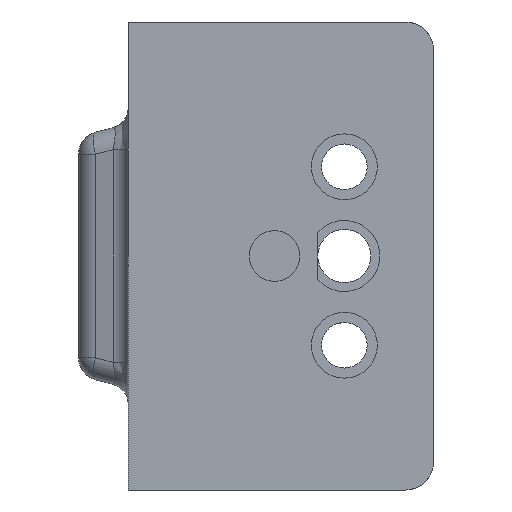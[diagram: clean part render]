
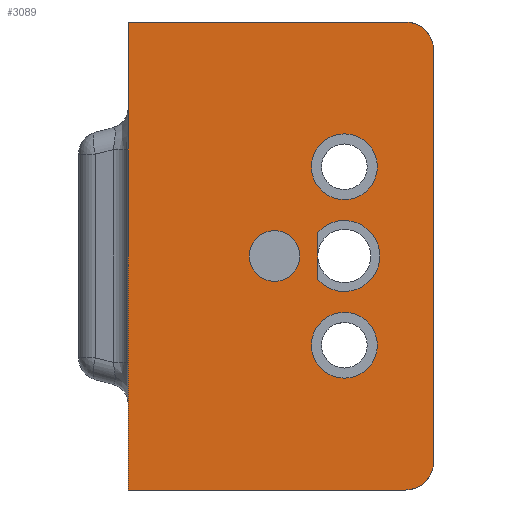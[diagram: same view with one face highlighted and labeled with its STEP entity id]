
A CAD part, left-side view. The second image highlights one B-rep face of the part: STEP entity #3089.
In plain terms, the highlighted planar face has unit normal (-1, 0, 0).
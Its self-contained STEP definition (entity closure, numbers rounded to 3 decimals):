
#1=DIRECTION('',(0.,0.,1.));
#2=VECTOR('',#1,81.32);
#3=CARTESIAN_POINT('',(-315.,-57.57,-47.66));
#4=LINE('',#3,#2);
#5=CARTESIAN_POINT('',(-315.,-52.07,-47.66));
#6=DIRECTION('',(-1.,0.,0.));
#7=DIRECTION('',(0.,0.,-1.));
#8=AXIS2_PLACEMENT_3D('',#5,#6,#7);
#10=DIRECTION('',(0.,-1.,0.));
#11=VECTOR('',#10,54.7);
#12=CARTESIAN_POINT('',(-315.,2.63,-53.16));
#13=LINE('',#12,#11);
#14=DIRECTION('',(0.,0.,-1.));
#15=VECTOR('',#14,92.32);
#16=CARTESIAN_POINT('',(-315.,2.63,39.16));
#17=LINE('',#16,#15);
#18=DIRECTION('',(0.,1.,0.));
#19=VECTOR('',#18,54.7);
#20=CARTESIAN_POINT('',(-315.,-52.07,39.16));
#21=LINE('',#20,#19);
#22=CARTESIAN_POINT('',(-315.,-52.07,33.66));
#23=DIRECTION('',(-1.,0.,0.));
#24=DIRECTION('',(0.,-1.,0.));
#25=AXIS2_PLACEMENT_3D('',#22,#23,#24);
#27=DIRECTION('',(0.,0.,-1.));
#28=VECTOR('',#27,9.26);
#29=CARTESIAN_POINT('',(-315.,-34.749,-2.37));
#30=LINE('',#29,#28);
#31=CARTESIAN_POINT('',(-315.,-39.999,-7.));
#32=DIRECTION('',(-1.,0.,0.));
#33=DIRECTION('',(0.,0.75,-0.661));
#34=AXIS2_PLACEMENT_3D('',#31,#32,#33);
#36=CARTESIAN_POINT('',(-315.,-39.999,10.596));
#37=DIRECTION('',(-1.,0.,0.));
#38=DIRECTION('',(0.,-1.,0.));
#39=AXIS2_PLACEMENT_3D('',#36,#37,#38);
#41=CARTESIAN_POINT('',(-315.,-39.999,10.596));
#42=DIRECTION('',(-1.,0.,0.));
#43=DIRECTION('',(0.,1.,0.));
#44=AXIS2_PLACEMENT_3D('',#41,#42,#43);
#46=CARTESIAN_POINT('',(-315.,-39.999,-24.596));
#47=DIRECTION('',(-1.,0.,0.));
#48=DIRECTION('',(0.,-1.,0.));
#49=AXIS2_PLACEMENT_3D('',#46,#47,#48);
#51=CARTESIAN_POINT('',(-315.,-39.999,-24.596));
#52=DIRECTION('',(-1.,0.,0.));
#53=DIRECTION('',(0.,1.,0.));
#54=AXIS2_PLACEMENT_3D('',#51,#52,#53);
#56=CARTESIAN_POINT('',(-315.,-26.234,-7.));
#57=DIRECTION('',(1.,0.,0.));
#58=DIRECTION('',(0.,1.,0.));
#59=AXIS2_PLACEMENT_3D('',#56,#57,#58);
#61=CARTESIAN_POINT('',(-315.,-26.234,-7.));
#62=DIRECTION('',(1.,0.,0.));
#63=DIRECTION('',(0.,-1.,0.));
#64=AXIS2_PLACEMENT_3D('',#61,#62,#63);
#2640=CARTESIAN_POINT('',(-315.,2.63,39.16));
#2641=CARTESIAN_POINT('',(-315.,2.63,-53.16));
#2642=VERTEX_POINT('',#2640);
#2643=VERTEX_POINT('',#2641);
#2781=CARTESIAN_POINT('',(-315.,-57.57,-47.66));
#2782=CARTESIAN_POINT('',(-315.,-57.57,33.66));
#2783=VERTEX_POINT('',#2781);
#2784=VERTEX_POINT('',#2782);
#2785=CARTESIAN_POINT('',(-315.,-52.07,39.16));
#2786=VERTEX_POINT('',#2785);
#2787=CARTESIAN_POINT('',(-315.,-52.07,-53.16));
#2788=VERTEX_POINT('',#2787);
#2837=CARTESIAN_POINT('',(-315.,-46.499,10.596));
#2838=CARTESIAN_POINT('',(-315.,-33.499,10.596));
#2839=VERTEX_POINT('',#2837);
#2840=VERTEX_POINT('',#2838);
#2841=CARTESIAN_POINT('',(-315.,-46.499,-24.596));
#2842=CARTESIAN_POINT('',(-315.,-33.499,-24.596));
#2843=VERTEX_POINT('',#2841);
#2844=VERTEX_POINT('',#2842);
#2857=CARTESIAN_POINT('',(-315.,-34.749,-2.37));
#2858=CARTESIAN_POINT('',(-315.,-34.749,-11.63));
#2859=VERTEX_POINT('',#2857);
#2860=VERTEX_POINT('',#2858);
#3038=CARTESIAN_POINT('',(-315.,-21.234,-7.));
#3039=CARTESIAN_POINT('',(-315.,-31.234,-7.));
#3040=VERTEX_POINT('',#3038);
#3041=VERTEX_POINT('',#3039);
#3046=CARTESIAN_POINT('',(-315.,0.,0.));
#3047=DIRECTION('',(-1.,0.,0.));
#3048=DIRECTION('',(0.,-1.,0.));
#3049=AXIS2_PLACEMENT_3D('',#3046,#3047,#3048);
#3050=PLANE('',#3049);
#3052=ORIENTED_EDGE('',*,*,#3051,.F.);
#3054=ORIENTED_EDGE('',*,*,#3053,.F.);
#3056=ORIENTED_EDGE('',*,*,#3055,.F.);
#3058=ORIENTED_EDGE('',*,*,#3057,.F.);
#3060=ORIENTED_EDGE('',*,*,#3059,.F.);
#3062=ORIENTED_EDGE('',*,*,#3061,.F.);
#3063=EDGE_LOOP('',(#3052,#3054,#3056,#3058,#3060,#3062));
#3064=FACE_OUTER_BOUND('',#3063,.F.);
#3066=ORIENTED_EDGE('',*,*,#3065,.T.);
#3068=ORIENTED_EDGE('',*,*,#3067,.T.);
#3069=EDGE_LOOP('',(#3066,#3068));
#3070=FACE_BOUND('',#3069,.F.);
#3072=ORIENTED_EDGE('',*,*,#3071,.T.);
#3074=ORIENTED_EDGE('',*,*,#3073,.T.);
#3075=EDGE_LOOP('',(#3072,#3074));
#3076=FACE_BOUND('',#3075,.F.);
#3078=ORIENTED_EDGE('',*,*,#3077,.T.);
#3080=ORIENTED_EDGE('',*,*,#3079,.T.);
#3081=EDGE_LOOP('',(#3078,#3080));
#3082=FACE_BOUND('',#3081,.F.);
#3084=ORIENTED_EDGE('',*,*,#3083,.F.);
#3086=ORIENTED_EDGE('',*,*,#3085,.F.);
#3087=EDGE_LOOP('',(#3084,#3086));
#3088=FACE_BOUND('',#3087,.F.);
#3089=ADVANCED_FACE('',(#3064,#3070,#3076,#3082,#3088),#3050,.T.);
#9=CIRCLE('',#8,5.5);
#26=CIRCLE('',#25,5.5);
#35=CIRCLE('',#34,7.);
#40=CIRCLE('',#39,6.5);
#45=CIRCLE('',#44,6.5);
#50=CIRCLE('',#49,6.5);
#55=CIRCLE('',#54,6.5);
#60=CIRCLE('',#59,5.);
#65=CIRCLE('',#64,5.);
#3051=EDGE_CURVE('',#2783,#2784,#4,.T.);
#3053=EDGE_CURVE('',#2788,#2783,#9,.T.);
#3055=EDGE_CURVE('',#2643,#2788,#13,.T.);
#3057=EDGE_CURVE('',#2642,#2643,#17,.T.);
#3059=EDGE_CURVE('',#2786,#2642,#21,.T.);
#3061=EDGE_CURVE('',#2784,#2786,#26,.T.);
#3065=EDGE_CURVE('',#2859,#2860,#30,.T.);
#3067=EDGE_CURVE('',#2860,#2859,#35,.T.);
#3071=EDGE_CURVE('',#2839,#2840,#40,.T.);
#3073=EDGE_CURVE('',#2840,#2839,#45,.T.);
#3077=EDGE_CURVE('',#2843,#2844,#50,.T.);
#3079=EDGE_CURVE('',#2844,#2843,#55,.T.);
#3083=EDGE_CURVE('',#3040,#3041,#60,.T.);
#3085=EDGE_CURVE('',#3041,#3040,#65,.T.);
